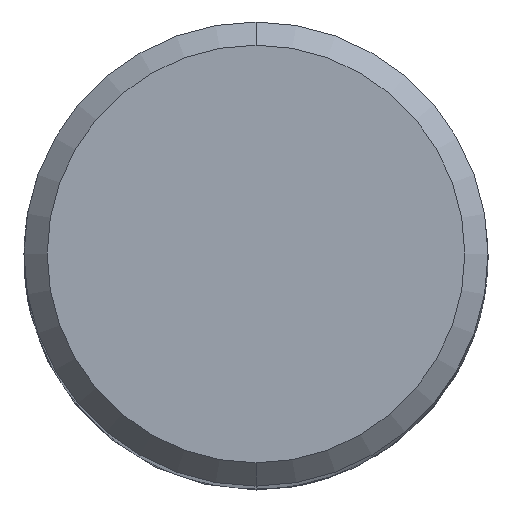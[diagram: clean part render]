
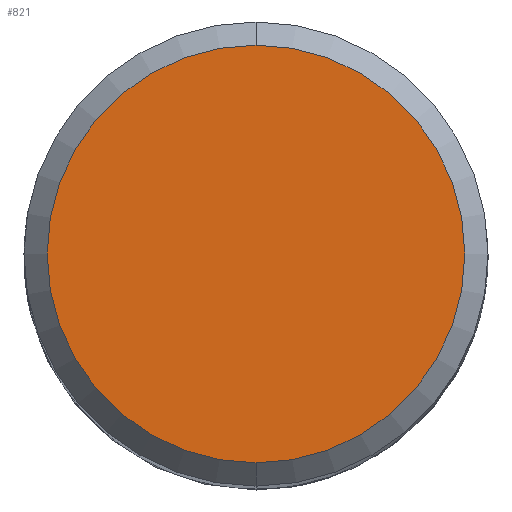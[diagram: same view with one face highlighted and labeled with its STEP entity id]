
A CAD part, top view. The second image highlights one B-rep face of the part: STEP entity #821.
In plain terms, the highlighted planar face has unit normal (0, 0, 1).
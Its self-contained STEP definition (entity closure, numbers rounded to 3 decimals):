
#757=EDGE_CURVE('',#985,#763,#1511,.T.);
#763=VERTEX_POINT('',#1517);
#821=ADVANCED_FACE('',(#1578),#1579,.T.);
#985=VERTEX_POINT('',#1757);
#1039=EDGE_CURVE('',#763,#985,#1819,.T.);
#1511=CIRCLE('',#7228,7.2);
#1517=CARTESIAN_POINT('',(0.,-7.2,0.0));
#1578=FACE_OUTER_BOUND('',#8031,.T.);
#1579=PLANE('',#8032);
#1757=CARTESIAN_POINT('',(0.0,7.2,0.0));
#1819=CIRCLE('',#9709,7.2);
#7228=AXIS2_PLACEMENT_3D('',#10945,#10946,#10947);
#8031=EDGE_LOOP('',(#10984,#10985));
#8032=AXIS2_PLACEMENT_3D('',#10986,#10987,#10988);
#9709=AXIS2_PLACEMENT_3D('',#11245,#11246,#11247);
#10945=CARTESIAN_POINT('',(0.0,0.0,0.0));
#10946=DIRECTION('',(0.0,0.0,-1.0));
#10947=DIRECTION('',(0.0,1.0,0.0));
#10984=ORIENTED_EDGE('',*,*,#757,.F.);
#10985=ORIENTED_EDGE('',*,*,#1039,.F.);
#10986=CARTESIAN_POINT('',(0.0,3.6,0.0));
#10987=DIRECTION('',(-0.0,0.0,1.0));
#10988=DIRECTION('',(0.0,-1.0,0.0));
#11245=CARTESIAN_POINT('',(0.0,0.0,0.0));
#11246=DIRECTION('',(0.0,0.0,-1.0));
#11247=DIRECTION('',(0.0,1.0,0.0));
